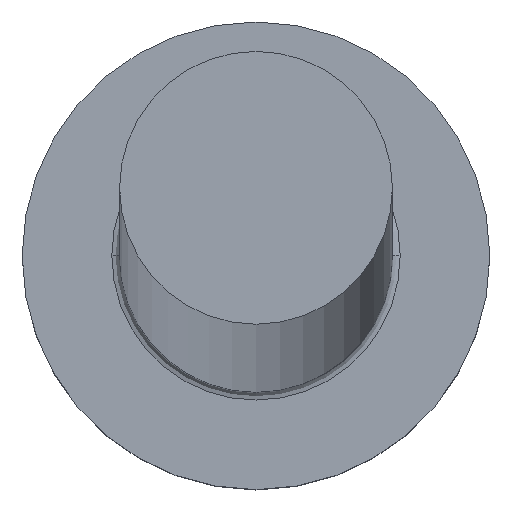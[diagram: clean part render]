
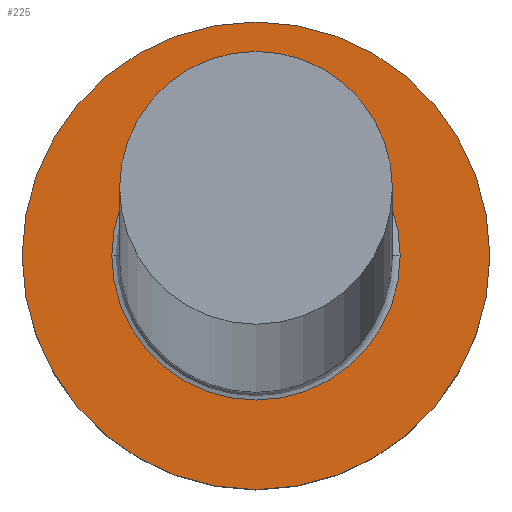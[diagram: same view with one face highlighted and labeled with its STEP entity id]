
A CAD part, top view. The second image highlights one B-rep face of the part: STEP entity #225.
In plain terms, the highlighted planar face has unit normal (0, 0, 1).
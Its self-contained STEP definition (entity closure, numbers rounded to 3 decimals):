
#4 = DIRECTION ( 'NONE',  ( 0., 0., -1. ) ) ;
#12 = AXIS2_PLACEMENT_3D ( 'NONE', #292, #25, #97 ) ;
#14 = EDGE_LOOP ( 'NONE', ( #142, #160 ) ) ;
#15 = EDGE_LOOP ( 'NONE', ( #168, #65 ) ) ;
#25 = DIRECTION ( 'NONE',  ( 0., 0., 1. ) ) ;
#26 = FACE_OUTER_BOUND ( 'NONE', #14, .T. ) ;
#35 = CIRCLE ( 'NONE', #276, 3.7 ) ;
#65 = ORIENTED_EDGE ( 'NONE', *, *, #141, .T. ) ;
#71 = VERTEX_POINT ( 'NONE', #245 ) ;
#97 = DIRECTION ( 'NONE',  ( 1., 0., 0. ) ) ;
#100 = CARTESIAN_POINT ( 'NONE',  ( 6., 0., 5. ) ) ;
#103 = AXIS2_PLACEMENT_3D ( 'NONE', #146, #281, #307 ) ;
#111 = CIRCLE ( 'NONE', #12, 6. ) ;
#112 = VERTEX_POINT ( 'NONE', #100 ) ;
#115 = CARTESIAN_POINT ( 'NONE',  ( 0., 0., 5. ) ) ;
#118 = DIRECTION ( 'NONE',  ( 1., 0., 0. ) ) ;
#140 = DIRECTION ( 'NONE',  ( 0., 0., -1. ) ) ;
#141 = EDGE_CURVE ( 'NONE', #228, #226, #234, .T. ) ;
#142 = ORIENTED_EDGE ( 'NONE', *, *, #290, .T. ) ;
#143 = DIRECTION ( 'NONE',  ( 0., 0., 1. ) ) ;
#144 = FACE_BOUND ( 'NONE', #15, .T. ) ;
#146 = CARTESIAN_POINT ( 'NONE',  ( 0., 0., 5. ) ) ;
#147 = CARTESIAN_POINT ( 'NONE',  ( 0., 0., 5. ) ) ;
#160 = ORIENTED_EDGE ( 'NONE', *, *, #210, .T. ) ;
#168 = ORIENTED_EDGE ( 'NONE', *, *, #300, .T. ) ;
#194 = DIRECTION ( 'NONE',  ( 1., 0., 0. ) ) ;
#210 = EDGE_CURVE ( 'NONE', #112, #71, #111, .T. ) ;
#222 = AXIS2_PLACEMENT_3D ( 'NONE', #115, #143, #288 ) ;
#225 = ADVANCED_FACE ( 'NONE', ( #144, #26 ), #263, .T. ) ;
#226 = VERTEX_POINT ( 'NONE', #260 ) ;
#228 = VERTEX_POINT ( 'NONE', #283 ) ;
#234 = CIRCLE ( 'NONE', #250, 3.7 ) ;
#241 = CARTESIAN_POINT ( 'NONE',  ( 0., 0., 5. ) ) ;
#245 = CARTESIAN_POINT ( 'NONE',  ( -6., 0., 5. ) ) ;
#250 = AXIS2_PLACEMENT_3D ( 'NONE', #147, #140, #118 ) ;
#260 = CARTESIAN_POINT ( 'NONE',  ( 3.7, 0., 5. ) ) ;
#263 = PLANE ( 'NONE',  #103 ) ;
#276 = AXIS2_PLACEMENT_3D ( 'NONE', #241, #4, #194 ) ;
#281 = DIRECTION ( 'NONE',  ( 0., 0., 1. ) ) ;
#283 = CARTESIAN_POINT ( 'NONE',  ( -3.7, 0., 5. ) ) ;
#288 = DIRECTION ( 'NONE',  ( 1., 0., 0. ) ) ;
#290 = EDGE_CURVE ( 'NONE', #71, #112, #295, .T. ) ;
#292 = CARTESIAN_POINT ( 'NONE',  ( 0., 0., 5. ) ) ;
#295 = CIRCLE ( 'NONE', #222, 6. ) ;
#300 = EDGE_CURVE ( 'NONE', #226, #228, #35, .T. ) ;
#307 = DIRECTION ( 'NONE',  ( 1., 0., 0. ) ) ;
